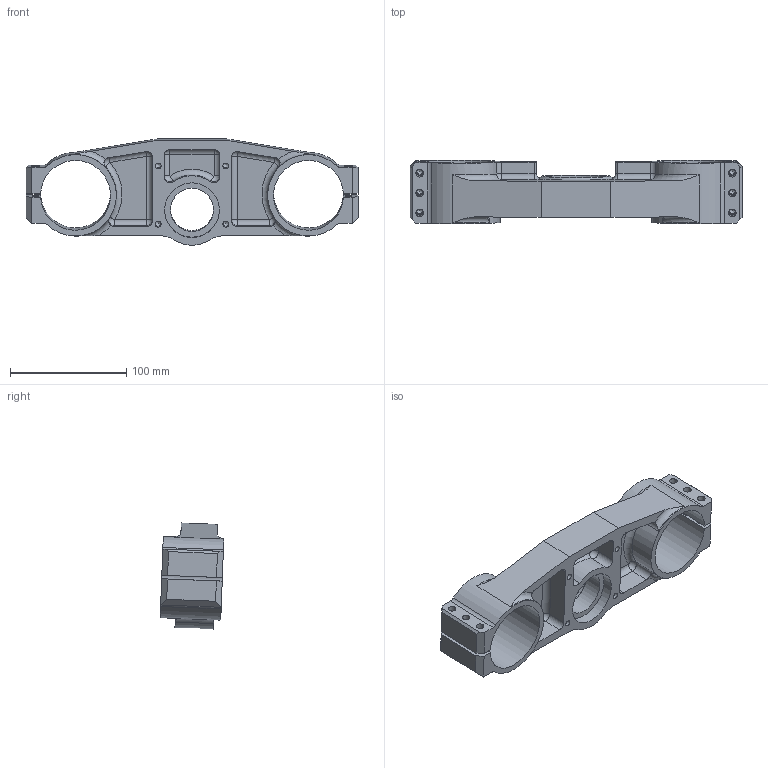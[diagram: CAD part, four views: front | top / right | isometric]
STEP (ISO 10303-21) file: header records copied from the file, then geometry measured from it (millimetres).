
FILE_DESCRIPTION(/* description */ ('STEP AP242','CAx-IF Rec.Pracs.---Representation and Presentation of Product Manufacturing Information (PMI)---4.0---2014-10-13','CAx-IF Rec.Pracs.---3D Tessellated Geometry---0.4---2014-09-14','2;1'),/* implementation_level */ '2;1');
FILE_NAME(/* name */ '62e23fba785cf2169983691b',/* time_stamp */ '2022-07-28T07:50:19+00:00',/* author */ (''),/* organization */ (''),/* preprocessor_version */ 'ST-DEVELOPER v18.102',/* originating_system */ ' ',/* authorisation */ ' ');
FILE_SCHEMA (('AP242_MANAGED_MODEL_BASED_3D_ENGINEERING_MIM_LF { 1 0 10303 442 1 1 4 }'));
Length unit declared in the file: metre
Products named in the file (1): T_inf
Bounding box: 285 x 54.65 x 91.02 mm (x, y, z)
Volume: 369427.2 mm3; surface area: 101295 mm2
Topology: 1 solids, 1 shells, 178 faces, 453 edges, 268 vertices
Faces by surface type: cylinder 72, plane 62, torus 18, sphere 16, cone 10
Full cylindrical faces by diameter (mm): 5 x10, 6.5 x6, 37 x1, 47 x2, 48 x1, 52 x1
Entity records: 5115 total; most frequent: CARTESIAN_POINT 933, DIRECTION 919, ORIENTED_EDGE 792, EDGE_CURVE 396, AXIS2_PLACEMENT_3D 364, VERTEX_POINT 266, FACE_BOUND 238, EDGE_LOOP 228
